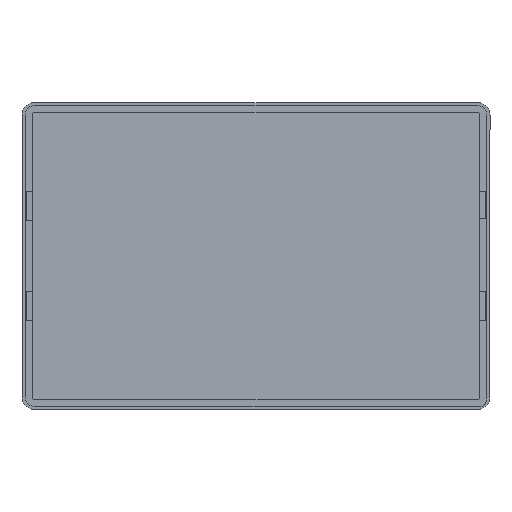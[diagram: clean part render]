
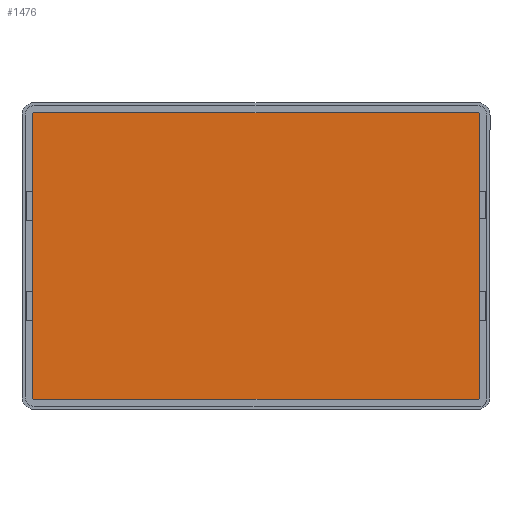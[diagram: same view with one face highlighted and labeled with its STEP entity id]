
A CAD part, front view. The second image highlights one B-rep face of the part: STEP entity #1476.
In plain terms, the highlighted planar face has unit normal (0, -1, 0).
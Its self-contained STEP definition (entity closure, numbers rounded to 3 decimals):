
#45=CIRCLE('',#1562,0.5);
#46=CIRCLE('',#1563,0.5);
#47=CIRCLE('',#1564,0.5);
#48=CIRCLE('',#1565,0.5);
#88=FACE_OUTER_BOUND('',#158,.T.);
#158=EDGE_LOOP('',(#1043,#1044,#1045,#1046,#1047,#1048,#1049,#1050,#1051,
#1052,#1053,#1054));
#260=LINE('',#2102,#452);
#268=LINE('',#2117,#460);
#281=LINE('',#2144,#473);
#282=LINE('',#2148,#474);
#283=LINE('',#2152,#475);
#284=LINE('',#2156,#476);
#285=LINE('',#2159,#477);
#286=LINE('',#2160,#478);
#452=VECTOR('',#1704,10.);
#460=VECTOR('',#1716,10.);
#473=VECTOR('',#1739,10.);
#474=VECTOR('',#1742,10.);
#475=VECTOR('',#1745,10.);
#476=VECTOR('',#1748,10.);
#477=VECTOR('',#1751,10.);
#478=VECTOR('',#1752,10.);
#631=VERTEX_POINT('',#2098);
#633=VERTEX_POINT('',#2101);
#637=VERTEX_POINT('',#2113);
#638=VERTEX_POINT('',#2115);
#647=VERTEX_POINT('',#2143);
#648=VERTEX_POINT('',#2145);
#649=VERTEX_POINT('',#2147);
#650=VERTEX_POINT('',#2149);
#651=VERTEX_POINT('',#2151);
#652=VERTEX_POINT('',#2153);
#653=VERTEX_POINT('',#2155);
#654=VERTEX_POINT('',#2157);
#788=EDGE_CURVE('',#633,#631,#260,.T.);
#796=EDGE_CURVE('',#638,#637,#268,.T.);
#809=EDGE_CURVE('',#647,#631,#281,.T.);
#810=EDGE_CURVE('',#648,#647,#45,.T.);
#811=EDGE_CURVE('',#649,#648,#282,.T.);
#812=EDGE_CURVE('',#650,#649,#46,.T.);
#813=EDGE_CURVE('',#651,#650,#283,.T.);
#814=EDGE_CURVE('',#652,#651,#47,.T.);
#815=EDGE_CURVE('',#653,#652,#284,.T.);
#816=EDGE_CURVE('',#654,#653,#48,.T.);
#817=EDGE_CURVE('',#637,#654,#285,.T.);
#818=EDGE_CURVE('',#633,#638,#286,.T.);
#1043=ORIENTED_EDGE('',*,*,#809,.F.);
#1044=ORIENTED_EDGE('',*,*,#810,.F.);
#1045=ORIENTED_EDGE('',*,*,#811,.F.);
#1046=ORIENTED_EDGE('',*,*,#812,.F.);
#1047=ORIENTED_EDGE('',*,*,#813,.F.);
#1048=ORIENTED_EDGE('',*,*,#814,.F.);
#1049=ORIENTED_EDGE('',*,*,#815,.F.);
#1050=ORIENTED_EDGE('',*,*,#816,.F.);
#1051=ORIENTED_EDGE('',*,*,#817,.F.);
#1052=ORIENTED_EDGE('',*,*,#796,.F.);
#1053=ORIENTED_EDGE('',*,*,#818,.F.);
#1054=ORIENTED_EDGE('',*,*,#788,.T.);
#1418=PLANE('',#1561);
#1476=ADVANCED_FACE('',(#88),#1418,.F.);
#1561=AXIS2_PLACEMENT_3D('',#2142,#1737,#1738);
#1562=AXIS2_PLACEMENT_3D('',#2146,#1740,#1741);
#1563=AXIS2_PLACEMENT_3D('',#2150,#1743,#1744);
#1564=AXIS2_PLACEMENT_3D('',#2154,#1746,#1747);
#1565=AXIS2_PLACEMENT_3D('',#2158,#1749,#1750);
#1704=DIRECTION('',(-1.,0.,0.));
#1716=DIRECTION('',(-1.,0.,0.));
#1737=DIRECTION('center_axis',(0.,1.,0.));
#1738=DIRECTION('ref_axis',(-1.,0.,0.));
#1739=DIRECTION('',(0.,0.,-1.));
#1740=DIRECTION('center_axis',(0.,1.,0.));
#1741=DIRECTION('ref_axis',(0.,0.,1.));
#1742=DIRECTION('',(1.,0.,0.));
#1743=DIRECTION('center_axis',(0.,1.,0.));
#1744=DIRECTION('ref_axis',(-1.,0.,0.));
#1745=DIRECTION('',(0.,0.,1.));
#1746=DIRECTION('center_axis',(0.,1.,0.));
#1747=DIRECTION('ref_axis',(0.,0.,-1.));
#1748=DIRECTION('',(-1.,0.,0.));
#1749=DIRECTION('center_axis',(0.,1.,0.));
#1750=DIRECTION('ref_axis',(1.,0.,0.));
#1751=DIRECTION('',(0.,0.,-1.));
#1752=DIRECTION('',(0.,0.,-1.));
#2098=CARTESIAN_POINT('',(44.5,30.6,-6.));
#2101=CARTESIAN_POINT('',(46.5,30.6,-6.));
#2102=CARTESIAN_POINT('',(46.5,30.6,-6.));
#2113=CARTESIAN_POINT('',(44.5,30.6,-17.));
#2115=CARTESIAN_POINT('',(46.5,30.6,-17.));
#2117=CARTESIAN_POINT('',(46.5,30.6,-17.));
#2142=CARTESIAN_POINT('Origin',(0.,30.6,0.));
#2143=CARTESIAN_POINT('',(44.5,30.6,28.));
#2144=CARTESIAN_POINT('',(44.5,30.6,-14.));
#2145=CARTESIAN_POINT('',(44.,30.6,28.5));
#2146=CARTESIAN_POINT('Origin',(44.,30.6,28.));
#2147=CARTESIAN_POINT('',(-44.,30.6,28.5));
#2148=CARTESIAN_POINT('',(22.,30.6,28.5));
#2149=CARTESIAN_POINT('',(-44.5,30.6,28.));
#2150=CARTESIAN_POINT('Origin',(-44.,30.6,28.));
#2151=CARTESIAN_POINT('',(-44.5,30.6,-28.));
#2152=CARTESIAN_POINT('',(-44.5,30.6,14.));
#2153=CARTESIAN_POINT('',(-44.,30.6,-28.5));
#2154=CARTESIAN_POINT('Origin',(-44.,30.6,-28.));
#2155=CARTESIAN_POINT('',(44.,30.6,-28.5));
#2156=CARTESIAN_POINT('',(-22.,30.6,-28.5));
#2157=CARTESIAN_POINT('',(44.5,30.6,-28.));
#2158=CARTESIAN_POINT('Origin',(44.,30.6,-28.));
#2159=CARTESIAN_POINT('',(44.5,30.6,-14.));
#2160=CARTESIAN_POINT('',(46.5,30.6,11.));
